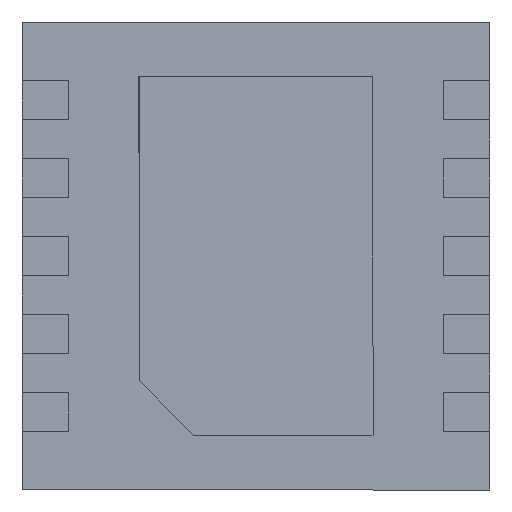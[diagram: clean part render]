
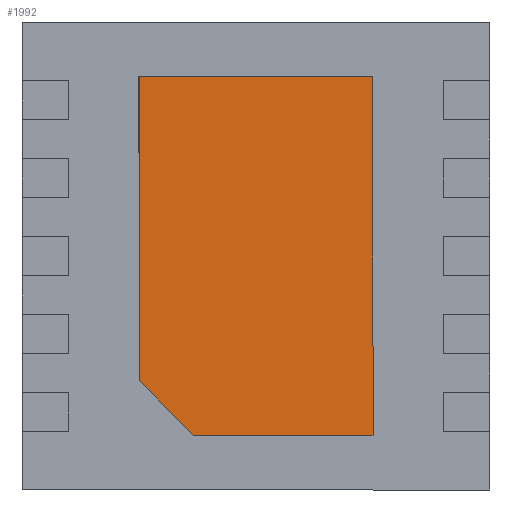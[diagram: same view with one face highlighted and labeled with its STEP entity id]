
A CAD part, front view. The second image highlights one B-rep face of the part: STEP entity #1992.
In plain terms, the highlighted planar face has unit normal (0, -1, 0).
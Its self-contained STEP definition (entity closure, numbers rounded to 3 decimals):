
#49 = CARTESIAN_POINT ( 'NONE',  ( 0.75, 0., -1.15 ) ) ;
#324 = EDGE_CURVE ( 'NONE', #1653, #1236, #662, .T. ) ;
#359 = CARTESIAN_POINT ( 'NONE',  ( -0.75, 0., -0.8 ) ) ;
#421 = DIRECTION ( 'NONE',  ( 0., -1., 0. ) ) ;
#555 = VECTOR ( 'NONE', #1918, 1000. ) ;
#559 = ORIENTED_EDGE ( 'NONE', *, *, #1263, .T. ) ;
#648 = EDGE_CURVE ( 'NONE', #2762, #988, #2083, .T. ) ;
#662 = LINE ( 'NONE', #2054, #3642 ) ;
#721 = FACE_OUTER_BOUND ( 'NONE', #1995, .T. ) ;
#731 = PLANE ( 'NONE',  #2628 ) ;
#859 = ORIENTED_EDGE ( 'NONE', *, *, #2815, .T. ) ;
#903 = CARTESIAN_POINT ( 'NONE',  ( 0.75, 0., 1.15 ) ) ;
#988 = VERTEX_POINT ( 'NONE', #359 ) ;
#1035 = DIRECTION ( 'NONE',  ( 0., 0., -1. ) ) ;
#1182 = LINE ( 'NONE', #2133, #1386 ) ;
#1231 = ORIENTED_EDGE ( 'NONE', *, *, #648, .T. ) ;
#1236 = VERTEX_POINT ( 'NONE', #1250 ) ;
#1240 = DIRECTION ( 'NONE',  ( 1., 0., 0. ) ) ;
#1250 = CARTESIAN_POINT ( 'NONE',  ( 0.75, 0., 1.15 ) ) ;
#1252 = VECTOR ( 'NONE', #2948, 1000. ) ;
#1263 = EDGE_CURVE ( 'NONE', #2099, #1653, #1182, .T. ) ;
#1329 = CARTESIAN_POINT ( 'NONE',  ( -0.75, 0., 1.15 ) ) ;
#1386 = VECTOR ( 'NONE', #1240, 1000. ) ;
#1388 = CARTESIAN_POINT ( 'NONE',  ( -0.75, 0., -0.8 ) ) ;
#1424 = DIRECTION ( 'NONE',  ( 0., 0., 1. ) ) ;
#1607 = VECTOR ( 'NONE', #3120, 1000. ) ;
#1653 = VERTEX_POINT ( 'NONE', #49 ) ;
#1918 = DIRECTION ( 'NONE',  ( 0., 0., -1. ) ) ;
#1992 = ADVANCED_FACE ( 'NONE', ( #721 ), #731, .T. ) ;
#1995 = EDGE_LOOP ( 'NONE', ( #559, #2678, #3636, #1231, #859 ) ) ;
#2054 = CARTESIAN_POINT ( 'NONE',  ( 0.75, 0., -1.15 ) ) ;
#2083 = LINE ( 'NONE', #1329, #555 ) ;
#2099 = VERTEX_POINT ( 'NONE', #3079 ) ;
#2133 = CARTESIAN_POINT ( 'NONE',  ( -0.4, 0., -1.15 ) ) ;
#2143 = CARTESIAN_POINT ( 'NONE',  ( 0., 0., 0. ) ) ;
#2254 = EDGE_CURVE ( 'NONE', #1236, #2762, #2514, .T. ) ;
#2514 = LINE ( 'NONE', #903, #1252 ) ;
#2628 = AXIS2_PLACEMENT_3D ( 'NONE', #2143, #421, #1035 ) ;
#2678 = ORIENTED_EDGE ( 'NONE', *, *, #324, .T. ) ;
#2762 = VERTEX_POINT ( 'NONE', #3028 ) ;
#2815 = EDGE_CURVE ( 'NONE', #988, #2099, #3621, .T. ) ;
#2948 = DIRECTION ( 'NONE',  ( -1., 0., 0. ) ) ;
#3028 = CARTESIAN_POINT ( 'NONE',  ( -0.75, 0., 1.15 ) ) ;
#3079 = CARTESIAN_POINT ( 'NONE',  ( -0.4, 0., -1.15 ) ) ;
#3120 = DIRECTION ( 'NONE',  ( 0.707, 0., -0.707 ) ) ;
#3621 = LINE ( 'NONE', #1388, #1607 ) ;
#3636 = ORIENTED_EDGE ( 'NONE', *, *, #2254, .T. ) ;
#3642 = VECTOR ( 'NONE', #1424, 1000. ) ;
